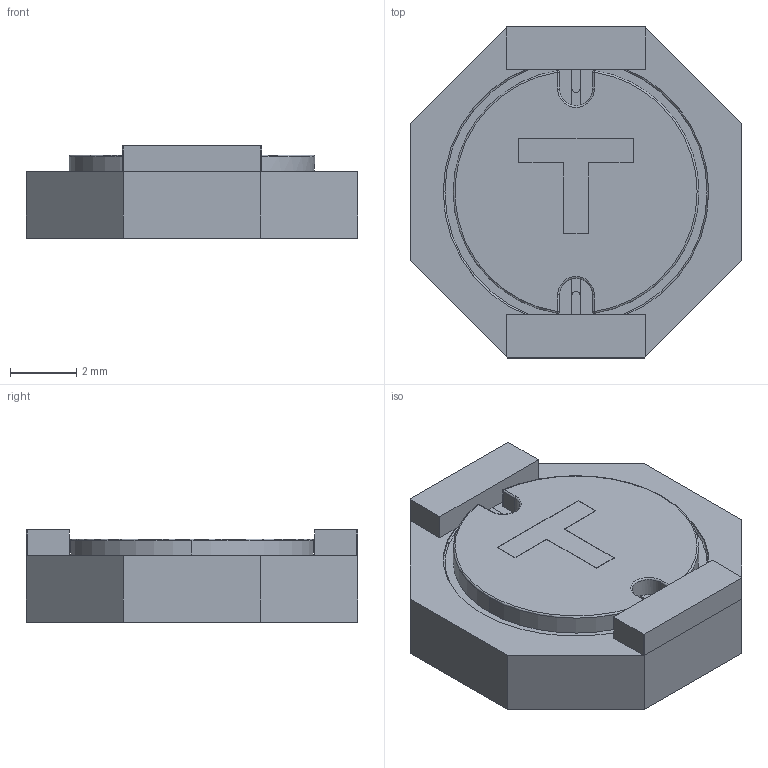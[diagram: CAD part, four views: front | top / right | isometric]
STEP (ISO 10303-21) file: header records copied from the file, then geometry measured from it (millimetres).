
FILE_DESCRIPTION (( 'STEP AP214' ), '1' );
FILE_NAME ('744065220.STEP', '2022-07-18T11:45:16', ( '' ), ( '' ), 'SwSTEP 2.0', 'SolidWorks 2018', '' );
FILE_SCHEMA (( 'AUTOMOTIVE_DESIGN' ));
Length unit declared in the file: millimetre
Products named in the file (1): 744065220
Bounding box: 10 x 10 x 2.78 mm (x, y, z)
Volume: 192.8 mm3; surface area: 297.1 mm2
Topology: 3 solids, 3 shells, 106 faces, 267 edges, 168 vertices
Faces by surface type: plane 65, cylinder 30, torus 7, sphere 4
Entity records: 4316 total; most frequent: DIRECTION 556, CARTESIAN_POINT 530, ORIENTED_EDGE 518, EDGE_CURVE 259, AXIS2_PLACEMENT_3D 190, LINE 176, VECTOR 176, VERTEX_POINT 164
